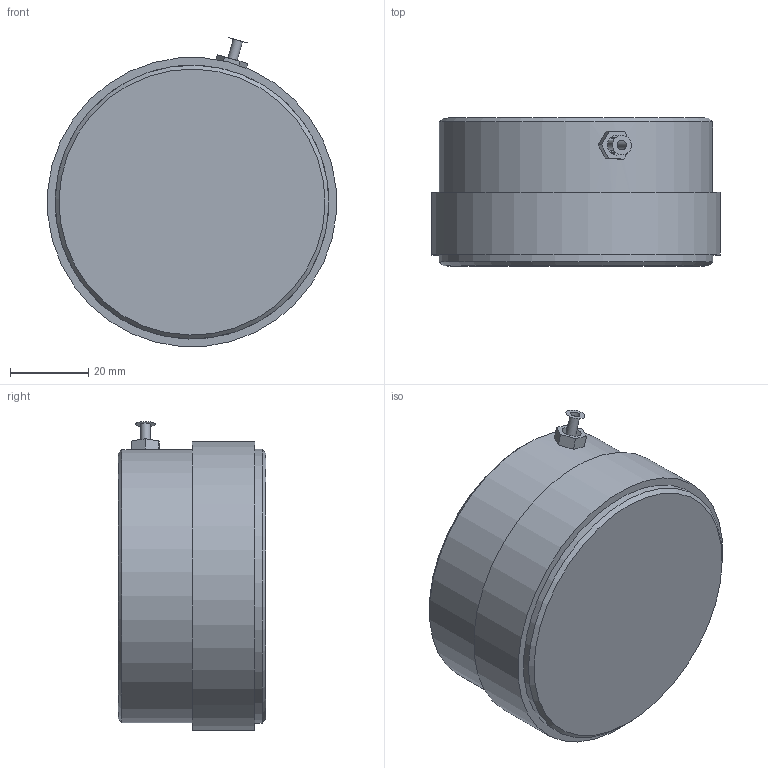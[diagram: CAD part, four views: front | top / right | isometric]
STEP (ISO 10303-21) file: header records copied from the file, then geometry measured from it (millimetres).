
FILE_DESCRIPTION(/* description */ (''),/* implementation_level */ '2;1');
FILE_NAME(/* name */ '25071B.stp',/* time_stamp */ '2019-08-08T09:39:50+02:00',/* author */ ('DOMINIQUE'),/* organization */ (''),/* preprocessor_version */ 'ST-DEVELOPER v17.2',/* originating_system */ 'Autodesk Inventor 2019',/* authorisation */ '');
FILE_SCHEMA (('AUTOMOTIVE_DESIGN { 1 0 10303 214 3 1 1 }'));
Length unit declared in the file: millimetre
Products named in the file (1): 25071B
Bounding box: 73.77 x 37.8 x 78.93 mm (x, y, z)
Volume: 126853.7 mm3; surface area: 57224.3 mm2
Topology: 6 solids, 7 shells, 173 faces, 418 edges, 282 vertices
Faces by surface type: plane 80, cone 72, cylinder 16, torus 3, bspline 2
Full cylindrical faces by diameter (mm): 2.459 x1, 4.134 x1, 6 x1, 24.8 x1, 25 x1, 35.4 x1, 42.6 x1, 60 x1, 62 x1, 64 x2, 70 x4, 74 x1
Entity records: 8548 total; most frequent: CARTESIAN_POINT 4081, DIRECTION 969, ORIENTED_EDGE 840, EDGE_CURVE 420, AXIS2_PLACEMENT_3D 415, VERTEX_POINT 317, EDGE_LOOP 241, CIRCLE 187
